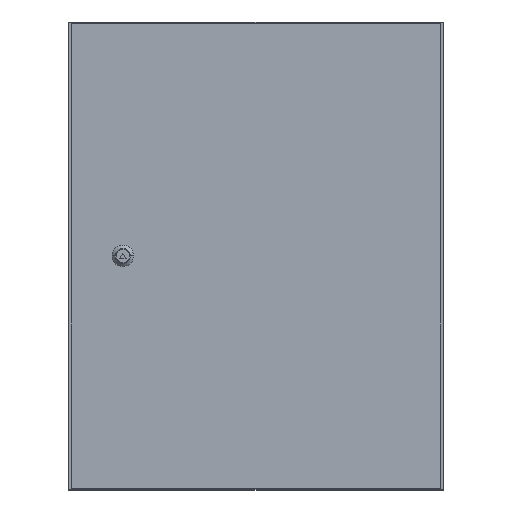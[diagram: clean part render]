
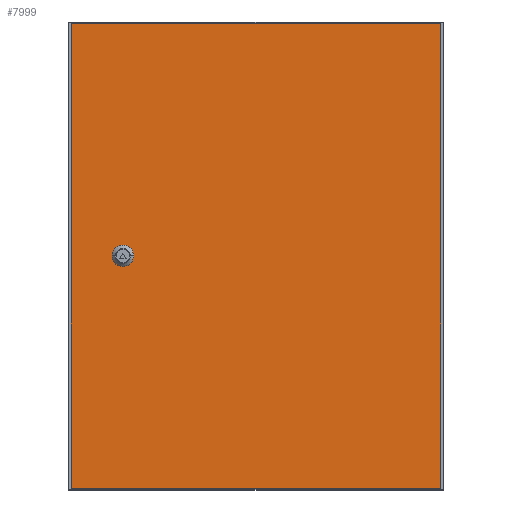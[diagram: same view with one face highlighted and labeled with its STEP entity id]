
A CAD part, top view. The second image highlights one B-rep face of the part: STEP entity #7999.
In plain terms, the highlighted planar face has unit normal (0, 0, 1).
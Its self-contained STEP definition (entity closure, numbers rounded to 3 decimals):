
#102 = ORIENTED_EDGE ( 'NONE', *, *, #1676, .F. ) ;
#368 = CARTESIAN_POINT ( 'NONE',  ( 197.5, -248.5, 0. ) ) ;
#610 = VERTEX_POINT ( 'NONE', #18871 ) ;
#698 = ORIENTED_EDGE ( 'NONE', *, *, #18682, .T. ) ;
#1285 = CARTESIAN_POINT ( 'NONE',  ( -197.5, 248.5, 0. ) ) ;
#1435 = DIRECTION ( 'NONE',  ( 0., 0., 1. ) ) ;
#1610 = DIRECTION ( 'NONE',  ( 1., 0., 0. ) ) ;
#1676 = EDGE_CURVE ( 'NONE', #4878, #5436, #10550, .T. ) ;
#1724 = CARTESIAN_POINT ( 'NONE',  ( -197.5, -248.5, 0. ) ) ;
#2897 = DIRECTION ( 'NONE',  ( -1., 0., 0. ) ) ;
#3186 = AXIS2_PLACEMENT_3D ( 'NONE', #6151, #1435, #20780 ) ;
#3195 = LINE ( 'NONE', #8021, #14556 ) ;
#3841 = CARTESIAN_POINT ( 'NONE',  ( -131., 0., 0. ) ) ;
#4274 = CARTESIAN_POINT ( 'NONE',  ( -142.5, 0., 0. ) ) ;
#4878 = VERTEX_POINT ( 'NONE', #3841 ) ;
#5035 = LINE ( 'NONE', #1724, #15894 ) ;
#5436 = VERTEX_POINT ( 'NONE', #11887 ) ;
#6151 = CARTESIAN_POINT ( 'NONE',  ( 0., 0., 0. ) ) ;
#6764 = VERTEX_POINT ( 'NONE', #19344 ) ;
#6801 = EDGE_CURVE ( 'NONE', #14845, #10531, #5035, .T. ) ;
#7999 = ADVANCED_FACE ( 'NONE', ( #12662, #15964 ), #19266, .T. ) ;
#8021 = CARTESIAN_POINT ( 'NONE',  ( -197.5, 248.5, 0. ) ) ;
#8218 = ORIENTED_EDGE ( 'NONE', *, *, #6801, .T. ) ;
#8471 = CARTESIAN_POINT ( 'NONE',  ( -197.5, -248.5, 0. ) ) ;
#8564 = CARTESIAN_POINT ( 'NONE',  ( -142.5, 0., 0. ) ) ;
#9232 = AXIS2_PLACEMENT_3D ( 'NONE', #4274, #17304, #12606 ) ;
#9528 = DIRECTION ( 'NONE',  ( 1., 0., 0. ) ) ;
#9754 = VECTOR ( 'NONE', #19985, 1000. ) ;
#9988 = EDGE_CURVE ( 'NONE', #610, #6764, #10910, .T. ) ;
#10288 = ORIENTED_EDGE ( 'NONE', *, *, #12111, .F. ) ;
#10531 = VERTEX_POINT ( 'NONE', #368 ) ;
#10550 = CIRCLE ( 'NONE', #10885, 11.5 ) ;
#10885 = AXIS2_PLACEMENT_3D ( 'NONE', #8564, #15072, #1610 ) ;
#10910 = LINE ( 'NONE', #1285, #16551 ) ;
#11269 = CIRCLE ( 'NONE', #9232, 11.5 ) ;
#11887 = CARTESIAN_POINT ( 'NONE',  ( -154., 0., 0. ) ) ;
#12111 = EDGE_CURVE ( 'NONE', #5436, #4878, #11269, .T. ) ;
#12433 = ORIENTED_EDGE ( 'NONE', *, *, #15817, .T. ) ;
#12606 = DIRECTION ( 'NONE',  ( 1., 0., 0. ) ) ;
#12662 = FACE_BOUND ( 'NONE', #19187, .T. ) ;
#14524 = DIRECTION ( 'NONE',  ( 0., -1., 0. ) ) ;
#14556 = VECTOR ( 'NONE', #14524, 1000. ) ;
#14845 = VERTEX_POINT ( 'NONE', #8471 ) ;
#15071 = LINE ( 'NONE', #15460, #9754 ) ;
#15072 = DIRECTION ( 'NONE',  ( 0., 0., 1. ) ) ;
#15460 = CARTESIAN_POINT ( 'NONE',  ( 197.5, 248.5, 0. ) ) ;
#15817 = EDGE_CURVE ( 'NONE', #6764, #14845, #3195, .T. ) ;
#15894 = VECTOR ( 'NONE', #9528, 1000. ) ;
#15964 = FACE_OUTER_BOUND ( 'NONE', #19126, .T. ) ;
#16551 = VECTOR ( 'NONE', #2897, 1000. ) ;
#17304 = DIRECTION ( 'NONE',  ( 0., 0., 1. ) ) ;
#18682 = EDGE_CURVE ( 'NONE', #10531, #610, #15071, .T. ) ;
#18871 = CARTESIAN_POINT ( 'NONE',  ( 197.5, 248.5, 0. ) ) ;
#19126 = EDGE_LOOP ( 'NONE', ( #12433, #8218, #698, #19520 ) ) ;
#19187 = EDGE_LOOP ( 'NONE', ( #102, #10288 ) ) ;
#19266 = PLANE ( 'NONE',  #3186 ) ;
#19344 = CARTESIAN_POINT ( 'NONE',  ( -197.5, 248.5, 0. ) ) ;
#19520 = ORIENTED_EDGE ( 'NONE', *, *, #9988, .T. ) ;
#19985 = DIRECTION ( 'NONE',  ( 0., 1., 0. ) ) ;
#20780 = DIRECTION ( 'NONE',  ( 1., 0., 0. ) ) ;
